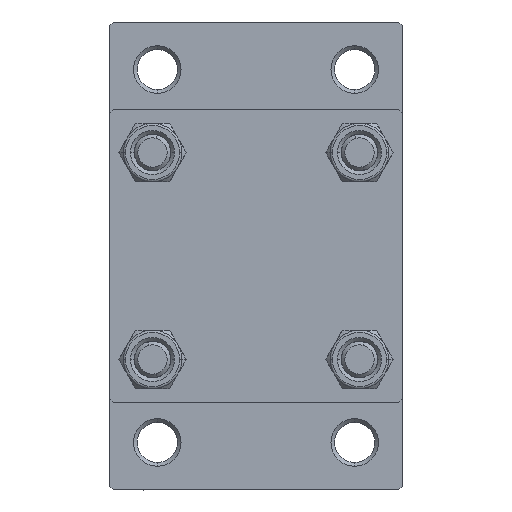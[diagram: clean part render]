
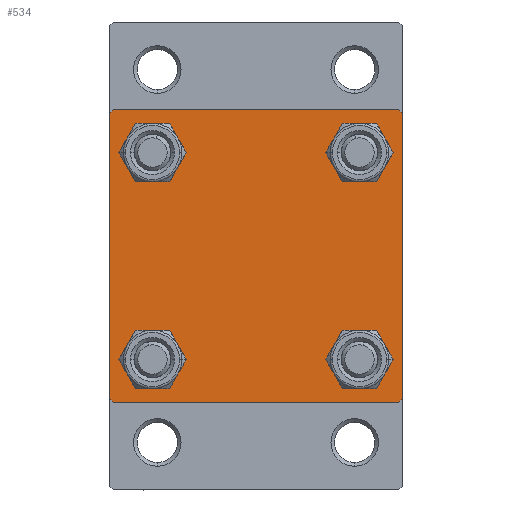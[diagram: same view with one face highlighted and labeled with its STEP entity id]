
A CAD part, left-side view. The second image highlights one B-rep face of the part: STEP entity #534.
In plain terms, the highlighted planar face has unit normal (-1, 0, 0).
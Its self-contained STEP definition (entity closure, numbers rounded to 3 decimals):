
#534 = ADVANCED_FACE ( 'NONE', ( #29276, #25716, #22369, #7603, #20782 ), #31754, .T. ) ;
#609 = ORIENTED_EDGE ( 'NONE', *, *, #16133, .T. ) ;
#623 = VERTEX_POINT ( 'NONE', #26890 ) ;
#736 = VERTEX_POINT ( 'NONE', #1648 ) ;
#1396 = ORIENTED_EDGE ( 'NONE', *, *, #38581, .T. ) ;
#1549 = DIRECTION ( 'NONE',  ( 0., -0.707, 0.707 ) ) ;
#1648 = CARTESIAN_POINT ( 'NONE',  ( 0., 20., 19.5 ) ) ;
#1919 = LINE ( 'NONE', #31436, #24662 ) ;
#2009 = LINE ( 'NONE', #27477, #34843 ) ;
#2383 = VECTOR ( 'NONE', #9859, 1000. ) ;
#2506 = VECTOR ( 'NONE', #1549, 1000. ) ;
#3677 = DIRECTION ( 'NONE',  ( 0., 0., 1. ) ) ;
#4330 = DIRECTION ( 'NONE',  ( 0., 0., 1. ) ) ;
#5134 = ORIENTED_EDGE ( 'NONE', *, *, #21773, .T. ) ;
#5469 = AXIS2_PLACEMENT_3D ( 'NONE', #20630, #5647, #41849 ) ;
#5647 = DIRECTION ( 'NONE',  ( 1., 0., 0. ) ) ;
#5663 = EDGE_CURVE ( 'NONE', #35517, #34535, #18253, .T. ) ;
#5889 = LINE ( 'NONE', #38502, #24292 ) ;
#6010 = DIRECTION ( 'NONE',  ( 1., 0., 0. ) ) ;
#6413 = AXIS2_PLACEMENT_3D ( 'NONE', #44105, #11459, #4330 ) ;
#6802 = VERTEX_POINT ( 'NONE', #29864 ) ;
#7497 = CARTESIAN_POINT ( 'NONE',  ( 0., 14.15, 11.15 ) ) ;
#7603 = FACE_BOUND ( 'NONE', #28045, .T. ) ;
#7758 = EDGE_LOOP ( 'NONE', ( #46575, #35934 ) ) ;
#7884 = LINE ( 'NONE', #34104, #43659 ) ;
#8534 = VERTEX_POINT ( 'NONE', #40961 ) ;
#9078 = CARTESIAN_POINT ( 'NONE',  ( 0., 14.15, 14.15 ) ) ;
#9859 = DIRECTION ( 'NONE',  ( 0., -1., 0. ) ) ;
#10124 = CARTESIAN_POINT ( 'NONE',  ( 0., -14.15, 17.15 ) ) ;
#10135 = CARTESIAN_POINT ( 'NONE',  ( 0., -19.75, 19.75 ) ) ;
#10142 = AXIS2_PLACEMENT_3D ( 'NONE', #9078, #20020, #16200 ) ;
#10866 = ORIENTED_EDGE ( 'NONE', *, *, #32083, .T. ) ;
#10983 = ORIENTED_EDGE ( 'NONE', *, *, #20386, .T. ) ;
#11459 = DIRECTION ( 'NONE',  ( 1., 0., 0. ) ) ;
#11812 = CARTESIAN_POINT ( 'NONE',  ( 0., -20., 20. ) ) ;
#12610 = VERTEX_POINT ( 'NONE', #45345 ) ;
#13323 = DIRECTION ( 'NONE',  ( 0., -1., 0. ) ) ;
#14026 = AXIS2_PLACEMENT_3D ( 'NONE', #37168, #37647, #29782 ) ;
#14239 = CIRCLE ( 'NONE', #15777, 3. ) ;
#15707 = AXIS2_PLACEMENT_3D ( 'NONE', #45292, #24324, #31224 ) ;
#15777 = AXIS2_PLACEMENT_3D ( 'NONE', #18191, #36299, #3677 ) ;
#16114 = EDGE_CURVE ( 'NONE', #44098, #26989, #46058, .T. ) ;
#16133 = EDGE_CURVE ( 'NONE', #45509, #32555, #34342, .T. ) ;
#16200 = DIRECTION ( 'NONE',  ( 0., 0., 1. ) ) ;
#16900 = VERTEX_POINT ( 'NONE', #43534 ) ;
#17049 = DIRECTION ( 'NONE',  ( 0., 0.707, 0.707 ) ) ;
#17074 = EDGE_CURVE ( 'NONE', #16900, #23359, #22950, .T. ) ;
#17883 = VERTEX_POINT ( 'NONE', #29482 ) ;
#17930 = EDGE_LOOP ( 'NONE', ( #21236, #1396, #30209, #10983, #39565, #46257, #23004, #41574 ) ) ;
#18191 = CARTESIAN_POINT ( 'NONE',  ( 0., -14.15, 14.15 ) ) ;
#18253 = LINE ( 'NONE', #11812, #42965 ) ;
#19147 = CARTESIAN_POINT ( 'NONE',  ( 0., 19.5, -20. ) ) ;
#20020 = DIRECTION ( 'NONE',  ( 1., 0., 0. ) ) ;
#20252 = EDGE_CURVE ( 'NONE', #35517, #26989, #24446, .T. ) ;
#20386 = EDGE_CURVE ( 'NONE', #623, #34535, #22741, .T. ) ;
#20412 = DIRECTION ( 'NONE',  ( 0., -0.707, -0.707 ) ) ;
#20630 = CARTESIAN_POINT ( 'NONE',  ( 0., -14.15, 14.15 ) ) ;
#20782 = FACE_OUTER_BOUND ( 'NONE', #17930, .T. ) ;
#20830 = EDGE_CURVE ( 'NONE', #21876, #17883, #22318, .T. ) ;
#21236 = ORIENTED_EDGE ( 'NONE', *, *, #22362, .T. ) ;
#21773 = EDGE_CURVE ( 'NONE', #32555, #45509, #24596, .T. ) ;
#21876 = VERTEX_POINT ( 'NONE', #29032 ) ;
#22153 = AXIS2_PLACEMENT_3D ( 'NONE', #38899, #32463, #25555 ) ;
#22318 = CIRCLE ( 'NONE', #44373, 3. ) ;
#22362 = EDGE_CURVE ( 'NONE', #736, #8534, #7884, .T. ) ;
#22369 = FACE_BOUND ( 'NONE', #37453, .T. ) ;
#22374 = CARTESIAN_POINT ( 'NONE',  ( 0., -20., 19.5 ) ) ;
#22741 = LINE ( 'NONE', #37252, #2506 ) ;
#22943 = EDGE_LOOP ( 'NONE', ( #30071, #10866 ) ) ;
#22950 = CIRCLE ( 'NONE', #5469, 3. ) ;
#23004 = ORIENTED_EDGE ( 'NONE', *, *, #16114, .F. ) ;
#23359 = VERTEX_POINT ( 'NONE', #10124 ) ;
#23429 = EDGE_CURVE ( 'NONE', #17883, #21876, #36813, .T. ) ;
#24127 = CARTESIAN_POINT ( 'NONE',  ( 0., -19.5, 20. ) ) ;
#24292 = VECTOR ( 'NONE', #20412, 1000. ) ;
#24324 = DIRECTION ( 'NONE',  ( 1., 0., 0. ) ) ;
#24446 = LINE ( 'NONE', #10135, #34470 ) ;
#24596 = CIRCLE ( 'NONE', #10142, 3. ) ;
#24662 = VECTOR ( 'NONE', #13323, 1000. ) ;
#25555 = DIRECTION ( 'NONE',  ( 0., 0., 1. ) ) ;
#25716 = FACE_BOUND ( 'NONE', #22943, .T. ) ;
#25931 = VERTEX_POINT ( 'NONE', #19147 ) ;
#26890 = CARTESIAN_POINT ( 'NONE',  ( 0., -19.5, -20. ) ) ;
#26989 = VERTEX_POINT ( 'NONE', #24127 ) ;
#27117 = CIRCLE ( 'NONE', #15707, 3. ) ;
#27168 = EDGE_CURVE ( 'NONE', #25931, #623, #1919, .T. ) ;
#27439 = DIRECTION ( 'NONE',  ( 0., 0., 1. ) ) ;
#27477 = CARTESIAN_POINT ( 'NONE',  ( 0., 19.75, 19.75 ) ) ;
#27874 = EDGE_CURVE ( 'NONE', #6802, #12610, #42941, .T. ) ;
#27965 = CARTESIAN_POINT ( 'NONE',  ( 0., 20., 20. ) ) ;
#28045 = EDGE_LOOP ( 'NONE', ( #609, #5134 ) ) ;
#29032 = CARTESIAN_POINT ( 'NONE',  ( 0., 14.15, -17.15 ) ) ;
#29037 = DIRECTION ( 'NONE',  ( -1., 0., 0. ) ) ;
#29215 = DIRECTION ( 'NONE',  ( 0., 0., -1. ) ) ;
#29276 = FACE_BOUND ( 'NONE', #7758, .T. ) ;
#29482 = CARTESIAN_POINT ( 'NONE',  ( 0., 14.15, -11.15 ) ) ;
#29507 = CARTESIAN_POINT ( 'NONE',  ( 0., 0., 0. ) ) ;
#29782 = DIRECTION ( 'NONE',  ( 0., 0., 1. ) ) ;
#29864 = CARTESIAN_POINT ( 'NONE',  ( 0., -14.15, -11.15 ) ) ;
#30071 = ORIENTED_EDGE ( 'NONE', *, *, #27874, .T. ) ;
#30209 = ORIENTED_EDGE ( 'NONE', *, *, #27168, .T. ) ;
#30287 = DIRECTION ( 'NONE',  ( 0., 0., -1. ) ) ;
#31224 = DIRECTION ( 'NONE',  ( 0., 0., 1. ) ) ;
#31436 = CARTESIAN_POINT ( 'NONE',  ( 0., 20., -20. ) ) ;
#31754 = PLANE ( 'NONE',  #37491 ) ;
#31850 = ORIENTED_EDGE ( 'NONE', *, *, #23429, .T. ) ;
#32083 = EDGE_CURVE ( 'NONE', #12610, #6802, #27117, .T. ) ;
#32133 = ORIENTED_EDGE ( 'NONE', *, *, #20830, .T. ) ;
#32463 = DIRECTION ( 'NONE',  ( 1., 0., 0. ) ) ;
#32555 = VERTEX_POINT ( 'NONE', #7497 ) ;
#34104 = CARTESIAN_POINT ( 'NONE',  ( 0., 20., 20. ) ) ;
#34342 = CIRCLE ( 'NONE', #22153, 3. ) ;
#34470 = VECTOR ( 'NONE', #17049, 1000. ) ;
#34535 = VERTEX_POINT ( 'NONE', #36552 ) ;
#34820 = EDGE_CURVE ( 'NONE', #23359, #16900, #14239, .T. ) ;
#34843 = VECTOR ( 'NONE', #42001, 1000. ) ;
#35056 = CARTESIAN_POINT ( 'NONE',  ( 0., 14.15, -14.15 ) ) ;
#35517 = VERTEX_POINT ( 'NONE', #22374 ) ;
#35934 = ORIENTED_EDGE ( 'NONE', *, *, #17074, .T. ) ;
#36008 = EDGE_CURVE ( 'NONE', #44098, #736, #2009, .T. ) ;
#36299 = DIRECTION ( 'NONE',  ( 1., 0., 0. ) ) ;
#36552 = CARTESIAN_POINT ( 'NONE',  ( 0., -20., -19.5 ) ) ;
#36638 = CARTESIAN_POINT ( 'NONE',  ( 0., 14.15, 17.15 ) ) ;
#36813 = CIRCLE ( 'NONE', #6413, 3. ) ;
#37168 = CARTESIAN_POINT ( 'NONE',  ( 0., -14.15, -14.15 ) ) ;
#37252 = CARTESIAN_POINT ( 'NONE',  ( 0., -19.75, -19.75 ) ) ;
#37453 = EDGE_LOOP ( 'NONE', ( #31850, #32133 ) ) ;
#37491 = AXIS2_PLACEMENT_3D ( 'NONE', #29507, #29037, #42692 ) ;
#37647 = DIRECTION ( 'NONE',  ( 1., 0., 0. ) ) ;
#38502 = CARTESIAN_POINT ( 'NONE',  ( 0., 19.75, -19.75 ) ) ;
#38581 = EDGE_CURVE ( 'NONE', #8534, #25931, #5889, .T. ) ;
#38899 = CARTESIAN_POINT ( 'NONE',  ( 0., 14.15, 14.15 ) ) ;
#39565 = ORIENTED_EDGE ( 'NONE', *, *, #5663, .F. ) ;
#40961 = CARTESIAN_POINT ( 'NONE',  ( 0., 20., -19.5 ) ) ;
#41574 = ORIENTED_EDGE ( 'NONE', *, *, #36008, .T. ) ;
#41849 = DIRECTION ( 'NONE',  ( 0., 0., 1. ) ) ;
#42001 = DIRECTION ( 'NONE',  ( 0., 0.707, -0.707 ) ) ;
#42214 = CARTESIAN_POINT ( 'NONE',  ( 0., 19.5, 20. ) ) ;
#42692 = DIRECTION ( 'NONE',  ( 0., 0., 1. ) ) ;
#42941 = CIRCLE ( 'NONE', #14026, 3. ) ;
#42965 = VECTOR ( 'NONE', #29215, 1000. ) ;
#43534 = CARTESIAN_POINT ( 'NONE',  ( 0., -14.15, 11.15 ) ) ;
#43659 = VECTOR ( 'NONE', #30287, 1000. ) ;
#44098 = VERTEX_POINT ( 'NONE', #42214 ) ;
#44105 = CARTESIAN_POINT ( 'NONE',  ( 0., 14.15, -14.15 ) ) ;
#44373 = AXIS2_PLACEMENT_3D ( 'NONE', #35056, #6010, #27439 ) ;
#45292 = CARTESIAN_POINT ( 'NONE',  ( 0., -14.15, -14.15 ) ) ;
#45345 = CARTESIAN_POINT ( 'NONE',  ( 0., -14.15, -17.15 ) ) ;
#45509 = VERTEX_POINT ( 'NONE', #36638 ) ;
#46058 = LINE ( 'NONE', #27965, #2383 ) ;
#46257 = ORIENTED_EDGE ( 'NONE', *, *, #20252, .T. ) ;
#46575 = ORIENTED_EDGE ( 'NONE', *, *, #34820, .T. ) ;
